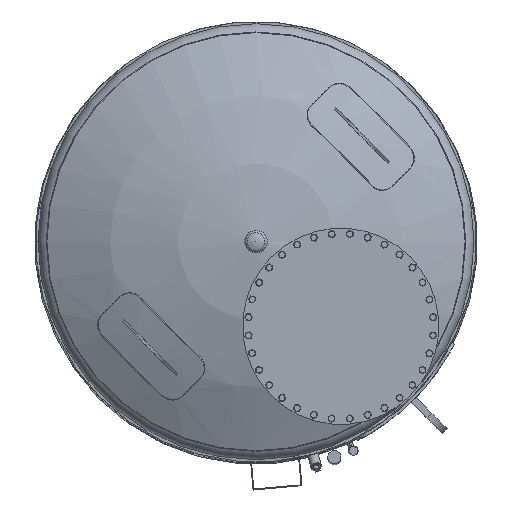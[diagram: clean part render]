
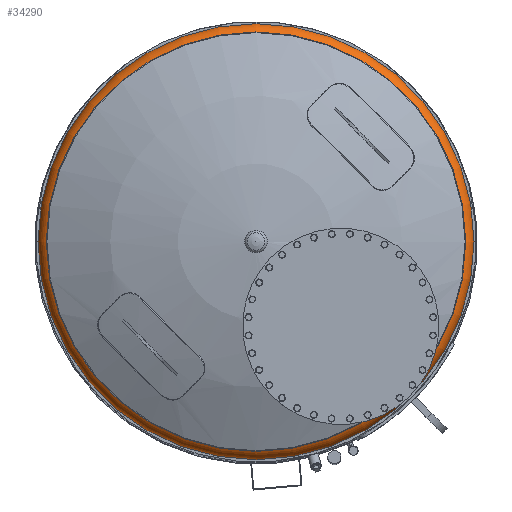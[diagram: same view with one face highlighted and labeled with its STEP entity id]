
A CAD part, top view. The second image highlights one B-rep face of the part: STEP entity #34290.
In plain terms, the highlighted toroidal (fillet/blend) face has major radius 741.667 mm and minor radius 58.333 mm.
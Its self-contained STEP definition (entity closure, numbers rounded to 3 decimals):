
#34202=CARTESIAN_POINT('',(-769.639,0.,2268.689));
#34203=VERTEX_POINT('',#34202);
#34204=CARTESIAN_POINT('',(0.,0.,2268.689));
#34205=DIRECTION('',(0.0,0.0,-1.0));
#34206=DIRECTION('',(-1.0,0.0,0.0));
#34207=AXIS2_PLACEMENT_3D('',#34204,#34205,#34206);
#34208=CIRCLE('',#34207,769.639);
#34209=EDGE_CURVE('',#34203,#34203,#34208,.T.);
#34271=CARTESIAN_POINT('',(0.,0.,2217.5));
#34272=DIRECTION('',(0.,0.,-1.0));
#34273=DIRECTION('',(0.0,-1.0,0.0));
#34274=AXIS2_PLACEMENT_3D('',#34271,#34272,#34273);
#34275=TOROIDAL_SURFACE('',#34274,741.667,58.333);
#34276=CARTESIAN_POINT('',(-800.,0.,2217.5));
#34277=VERTEX_POINT('',#34276);
#34278=CARTESIAN_POINT('',(0.,0.,2217.5));
#34279=DIRECTION('',(0.0,0.0,-1.0));
#34280=DIRECTION('',(-1.0,0.0,0.0));
#34281=AXIS2_PLACEMENT_3D('',#34278,#34279,#34280);
#34282=CIRCLE('',#34281,800.0);
#34283=EDGE_CURVE('',#34277,#34277,#34282,.T.);
#34284=ORIENTED_EDGE('',*,*,#34283,.F.);
#34285=EDGE_LOOP('',(#34284));
#34286=FACE_OUTER_BOUND('',#34285,.T.);
#34287=ORIENTED_EDGE('',*,*,#34209,.T.);
#34288=EDGE_LOOP('',(#34287));
#34289=FACE_BOUND('',#34288,.T.);
#34290=ADVANCED_FACE('',(#34286,#34289),#34275,.T.);
